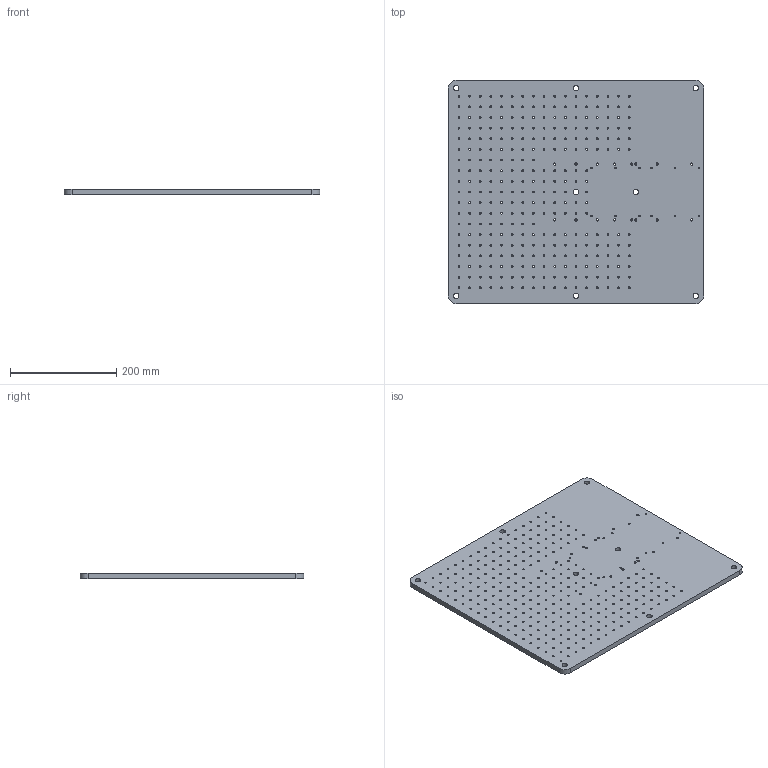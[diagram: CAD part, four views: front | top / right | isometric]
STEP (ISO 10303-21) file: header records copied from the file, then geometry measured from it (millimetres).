
FILE_DESCRIPTION (( 'STEP AP214' ), '1' );
FILE_NAME ('big_base.STEP', '2025-01-15T16:07:41', ( '' ), ( '' ), 'SwSTEP 2.0', 'SolidWorks 2020', '' );
FILE_SCHEMA (( 'AUTOMOTIVE_DESIGN' ));
Length unit declared in the file: millimetre
Products named in the file (1): big_base
Bounding box: 480 x 420 x 10 mm (x, y, z)
Volume: 1980061.5 mm3; surface area: 449104 mm2
Topology: 1 solids, 1 shells, 650 faces, 1944 edges, 1296 vertices
Faces by surface type: cylinder 644, plane 6
Entity records: 24318 total; most frequent: DIRECTION 4534, CARTESIAN_POINT 3891, ORIENTED_EDGE 3888, EDGE_CURVE 1944, AXIS2_PLACEMENT_3D 1939, VERTEX_POINT 1296, EDGE_LOOP 1290, CIRCLE 1288
